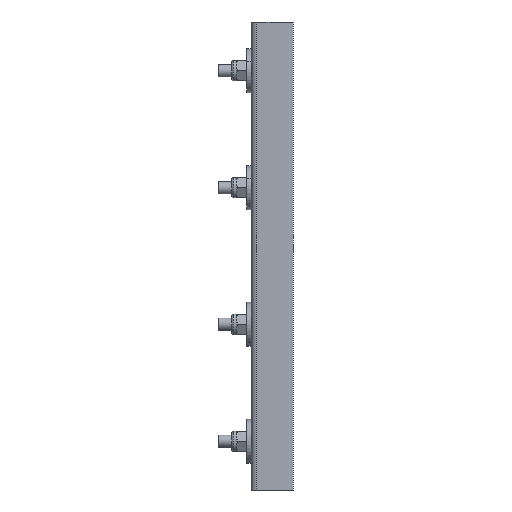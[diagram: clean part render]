
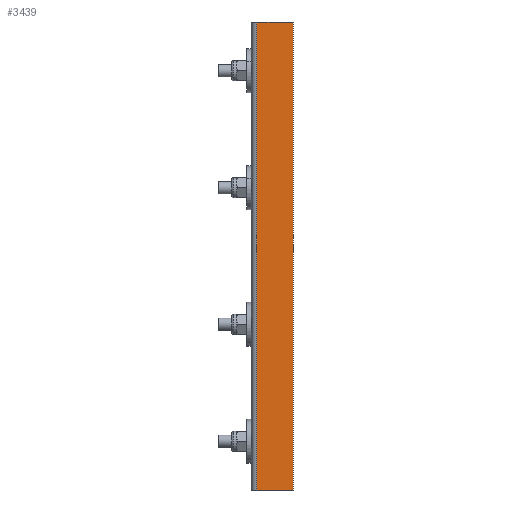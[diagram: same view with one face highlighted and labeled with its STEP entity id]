
A CAD part, front view. The second image highlights one B-rep face of the part: STEP entity #3439.
In plain terms, the highlighted planar face has unit normal (0, -1, 0).
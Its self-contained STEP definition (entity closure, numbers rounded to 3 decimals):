
#22 = LINE ( 'NONE', #143, #1472 ) ;
#26 = LINE ( 'NONE', #3444, #1475 ) ;
#143 = CARTESIAN_POINT ( 'NONE',  ( 0., -54.25, -150. ) ) ;
#209 = EDGE_CURVE ( 'NONE', #1355, #1883, #1304, .T. ) ;
#412 = AXIS2_PLACEMENT_3D ( 'NONE', #2522, #3078, #1452 ) ;
#486 = VECTOR ( 'NONE', #566, 1000. ) ;
#534 = EDGE_CURVE ( 'NONE', #1242, #1115, #26, .T. ) ;
#566 = DIRECTION ( 'NONE',  ( 0., 0., -1. ) ) ;
#1060 = ORIENTED_EDGE ( 'NONE', *, *, #3367, .T. ) ;
#1085 = EDGE_CURVE ( 'NONE', #1883, #1115, #22, .T. ) ;
#1115 = VERTEX_POINT ( 'NONE', #1240 ) ;
#1240 = CARTESIAN_POINT ( 'NONE',  ( 1.5, -54.25, -150. ) ) ;
#1242 = VERTEX_POINT ( 'NONE', #1573 ) ;
#1304 = LINE ( 'NONE', #2477, #486 ) ;
#1355 = VERTEX_POINT ( 'NONE', #2976 ) ;
#1418 = EDGE_LOOP ( 'NONE', ( #2435, #2248, #1060, #1638 ) ) ;
#1452 = DIRECTION ( 'NONE',  ( 1., 0., 0. ) ) ;
#1472 = VECTOR ( 'NONE', #3400, 1000. ) ;
#1475 = VECTOR ( 'NONE', #1826, 1000. ) ;
#1573 = CARTESIAN_POINT ( 'NONE',  ( 1.5, -54.25, 150. ) ) ;
#1638 = ORIENTED_EDGE ( 'NONE', *, *, #534, .T. ) ;
#1651 = FACE_OUTER_BOUND ( 'NONE', #1418, .T. ) ;
#1737 = VECTOR ( 'NONE', #2243, 1000. ) ;
#1826 = DIRECTION ( 'NONE',  ( 0., 0., -1. ) ) ;
#1883 = VERTEX_POINT ( 'NONE', #2270 ) ;
#1959 = CARTESIAN_POINT ( 'NONE',  ( 0., -54.25, 150. ) ) ;
#2243 = DIRECTION ( 'NONE',  ( -1., 0., 0. ) ) ;
#2248 = ORIENTED_EDGE ( 'NONE', *, *, #209, .F. ) ;
#2270 = CARTESIAN_POINT ( 'NONE',  ( 25., -54.25, -150. ) ) ;
#2435 = ORIENTED_EDGE ( 'NONE', *, *, #1085, .F. ) ;
#2453 = LINE ( 'NONE', #1959, #1737 ) ;
#2477 = CARTESIAN_POINT ( 'NONE',  ( 25., -54.25, 150. ) ) ;
#2522 = CARTESIAN_POINT ( 'NONE',  ( 0., -54.25, 150. ) ) ;
#2531 = PLANE ( 'NONE',  #412 ) ;
#2976 = CARTESIAN_POINT ( 'NONE',  ( 25., -54.25, 150. ) ) ;
#3078 = DIRECTION ( 'NONE',  ( 0., -1., 0. ) ) ;
#3367 = EDGE_CURVE ( 'NONE', #1355, #1242, #2453, .T. ) ;
#3400 = DIRECTION ( 'NONE',  ( -1., 0., 0. ) ) ;
#3439 = ADVANCED_FACE ( 'NONE', ( #1651 ), #2531, .T. ) ;
#3444 = CARTESIAN_POINT ( 'NONE',  ( 1.5, -54.25, 150. ) ) ;
